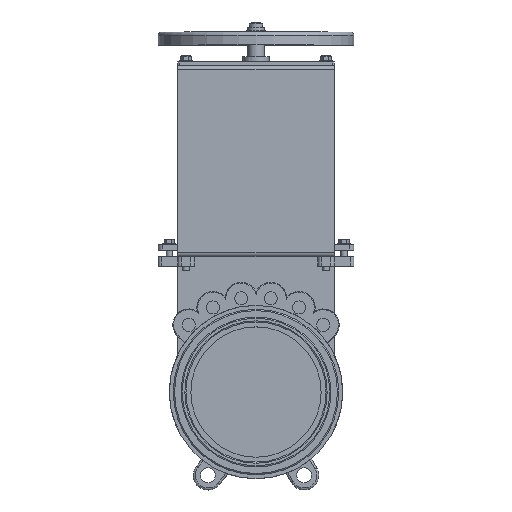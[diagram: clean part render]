
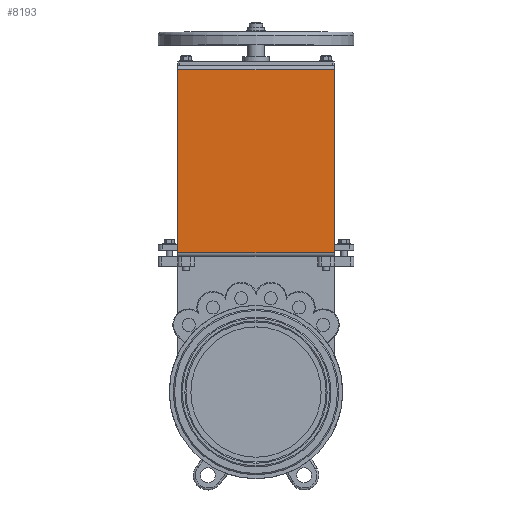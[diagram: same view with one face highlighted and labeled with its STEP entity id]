
A CAD part, top view. The second image highlights one B-rep face of the part: STEP entity #8193.
In plain terms, the highlighted face is planar.
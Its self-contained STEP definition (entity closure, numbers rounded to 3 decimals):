
#464=PLANE('',#9153);
#927=FACE_OUTER_BOUND('',#1455,.T.);
#1455=EDGE_LOOP('',(#7080,#7081,#7082,#7083));
#2167=LINE('',#15710,#2724);
#2183=LINE('',#15751,#2740);
#2198=LINE('',#15786,#2755);
#2200=LINE('',#15789,#2757);
#2724=VECTOR('',#11086,10.);
#2740=VECTOR('',#11128,10.);
#2755=VECTOR('',#11167,10.);
#2757=VECTOR('',#11171,10.);
#3804=VERTEX_POINT('',#15707);
#3805=VERTEX_POINT('',#15709);
#3816=VERTEX_POINT('',#15748);
#3817=VERTEX_POINT('',#15750);
#4880=EDGE_CURVE('',#3805,#3804,#2167,.T.);
#4900=EDGE_CURVE('',#3817,#3816,#2183,.T.);
#4918=EDGE_CURVE('',#3816,#3805,#2198,.T.);
#4920=EDGE_CURVE('',#3804,#3817,#2200,.T.);
#7080=ORIENTED_EDGE('',*,*,#4880,.T.);
#7081=ORIENTED_EDGE('',*,*,#4920,.T.);
#7082=ORIENTED_EDGE('',*,*,#4900,.T.);
#7083=ORIENTED_EDGE('',*,*,#4918,.T.);
#8193=ADVANCED_FACE('',(#927),#464,.F.);
#9153=AXIS2_PLACEMENT_3D('',#15788,#11169,#11170);
#11086=DIRECTION('',(1.,0.,0.));
#11128=DIRECTION('',(-1.,0.,0.));
#11167=DIRECTION('',(0.,0.,-1.));
#11169=DIRECTION('center_axis',(0.,1.,0.));
#11170=DIRECTION('ref_axis',(0.,0.,1.));
#11171=DIRECTION('',(0.,0.,1.));
#15707=CARTESIAN_POINT('',(120.,0.,-140.5));
#15709=CARTESIAN_POINT('',(-120.,0.,-140.5));
#15710=CARTESIAN_POINT('',(-60.,0.,-140.5));
#15748=CARTESIAN_POINT('',(-120.,0.,140.5));
#15750=CARTESIAN_POINT('',(120.,0.,140.5));
#15751=CARTESIAN_POINT('',(60.,0.,140.5));
#15786=CARTESIAN_POINT('',(-120.,0.,146.5));
#15788=CARTESIAN_POINT('Origin',(0.,0.,0.));
#15789=CARTESIAN_POINT('',(120.,0.,-146.5));
